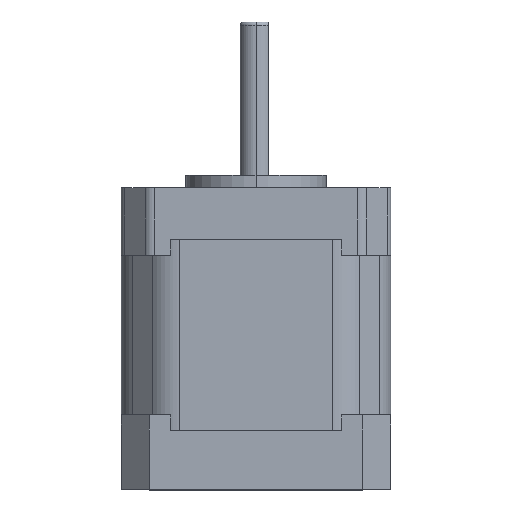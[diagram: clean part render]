
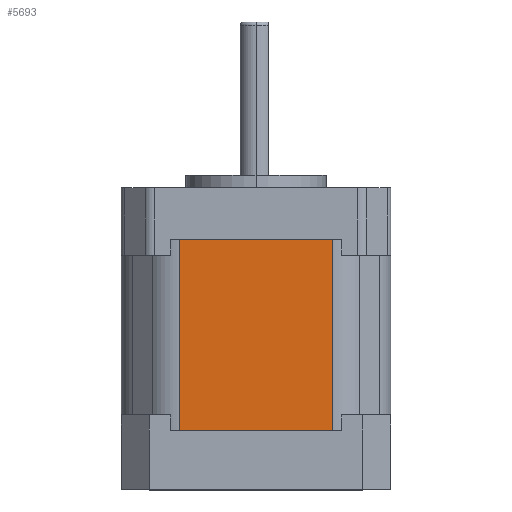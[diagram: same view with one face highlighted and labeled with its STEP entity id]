
A CAD part, top view. The second image highlights one B-rep face of the part: STEP entity #5693.
In plain terms, the highlighted planar face has unit normal (0, 0, 1).
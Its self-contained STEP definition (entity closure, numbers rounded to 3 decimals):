
#10 = LINE ( 'NONE', #3269, #417 ) ;
#51 = DIRECTION ( 'NONE',  ( 0., -1., 0. ) ) ;
#310 = CARTESIAN_POINT ( 'NONE',  ( -11.947, 15., 21.15 ) ) ;
#416 = LINE ( 'NONE', #5927, #8010 ) ;
#417 = VECTOR ( 'NONE', #51, 1000. ) ;
#470 = VERTEX_POINT ( 'NONE', #7892 ) ;
#673 = CARTESIAN_POINT ( 'NONE',  ( 11.947, 15., 21.15 ) ) ;
#693 = FACE_OUTER_BOUND ( 'NONE', #6583, .T. ) ;
#835 = PLANE ( 'NONE',  #3645 ) ;
#926 = EDGE_CURVE ( 'NONE', #7423, #7301, #10, .T. ) ;
#947 = EDGE_CURVE ( 'NONE', #7301, #470, #1731, .T. ) ;
#1175 = CARTESIAN_POINT ( 'NONE',  ( -11.947, -15., 21.15 ) ) ;
#1365 = CARTESIAN_POINT ( 'NONE',  ( -16.751, -15., 21.15 ) ) ;
#1591 = DIRECTION ( 'NONE',  ( 0., 0., -1. ) ) ;
#1673 = ORIENTED_EDGE ( 'NONE', *, *, #947, .F. ) ;
#1731 = LINE ( 'NONE', #1365, #7313 ) ;
#2178 = CARTESIAN_POINT ( 'NONE',  ( -16.751, 15., 21.15 ) ) ;
#2224 = VECTOR ( 'NONE', #8271, 1000. ) ;
#3137 = ORIENTED_EDGE ( 'NONE', *, *, #5870, .F. ) ;
#3269 = CARTESIAN_POINT ( 'NONE',  ( 11.947, 15., 21.15 ) ) ;
#3422 = DIRECTION ( 'NONE',  ( -1., 0., 0. ) ) ;
#3645 = AXIS2_PLACEMENT_3D ( 'NONE', #2178, #1591, #3422 ) ;
#4860 = EDGE_CURVE ( 'NONE', #6205, #7423, #416, .T. ) ;
#5303 = DIRECTION ( 'NONE',  ( 1., 0., 0. ) ) ;
#5527 = ORIENTED_EDGE ( 'NONE', *, *, #4860, .F. ) ;
#5590 = CARTESIAN_POINT ( 'NONE',  ( 11.947, -15., 21.15 ) ) ;
#5681 = LINE ( 'NONE', #1175, #2224 ) ;
#5693 = ADVANCED_FACE ( 'NONE', ( #693 ), #835, .F. ) ;
#5870 = EDGE_CURVE ( 'NONE', #470, #6205, #5681, .T. ) ;
#5927 = CARTESIAN_POINT ( 'NONE',  ( -16.751, 15., 21.15 ) ) ;
#6205 = VERTEX_POINT ( 'NONE', #310 ) ;
#6583 = EDGE_LOOP ( 'NONE', ( #1673, #6965, #5527, #3137 ) ) ;
#6965 = ORIENTED_EDGE ( 'NONE', *, *, #926, .F. ) ;
#7301 = VERTEX_POINT ( 'NONE', #5590 ) ;
#7313 = VECTOR ( 'NONE', #7766, 1000. ) ;
#7423 = VERTEX_POINT ( 'NONE', #673 ) ;
#7766 = DIRECTION ( 'NONE',  ( -1., 0., 0. ) ) ;
#7892 = CARTESIAN_POINT ( 'NONE',  ( -11.947, -15., 21.15 ) ) ;
#8010 = VECTOR ( 'NONE', #5303, 1000. ) ;
#8271 = DIRECTION ( 'NONE',  ( 0., 1., 0. ) ) ;
